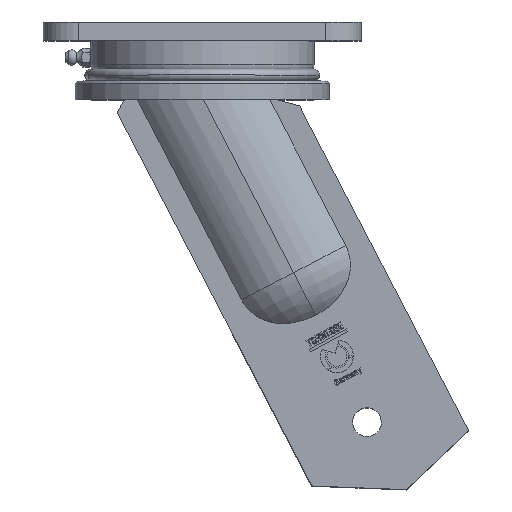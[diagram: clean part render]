
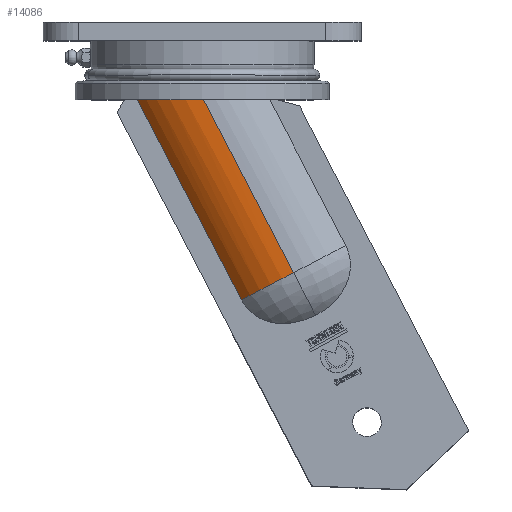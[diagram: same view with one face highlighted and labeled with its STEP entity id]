
A CAD part, top view. The second image highlights one B-rep face of the part: STEP entity #14086.
In plain terms, the highlighted cylindrical face has radius 35.012 mm (diameter 70.024 mm), a partial arc.
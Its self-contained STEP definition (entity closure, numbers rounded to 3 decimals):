
#1969 = DIRECTION ( 'NONE',  ( 0., 0., 1. ) ) ;
#2163 = DIRECTION ( 'NONE',  ( -0.462, 0.887, 0. ) ) ;
#2339 = ORIENTED_EDGE ( 'NONE', *, *, #12329, .T. ) ;
#2389 = ORIENTED_EDGE ( 'NONE', *, *, #11545, .T. ) ;
#2453 = VERTEX_POINT ( 'NONE', #20319 ) ;
#2894 = FACE_OUTER_BOUND ( 'NONE', #10156, .T. ) ;
#3130 = CARTESIAN_POINT ( 'NONE',  ( 94.414, -128.687, 15.988 ) ) ;
#3724 = DIRECTION ( 'NONE',  ( -0.462, 0.887, 0. ) ) ;
#4120 = EDGE_CURVE ( 'NONE', #13405, #2453, #16900, .T. ) ;
#4756 = AXIS2_PLACEMENT_3D ( 'NONE', #14775, #14901, #1969 ) ;
#4997 = CARTESIAN_POINT ( 'NONE',  ( 16.417, -33., 40.5 ) ) ;
#5182 = CYLINDRICAL_SURFACE ( 'NONE', #15189, 35.012 ) ;
#5230 = CARTESIAN_POINT ( 'NONE',  ( 33.853, -33., 51. ) ) ;
#5542 = LINE ( 'NONE', #12889, #8610 ) ;
#5900 = CIRCLE ( 'NONE', #4756, 35.012 ) ;
#6185 = CARTESIAN_POINT ( 'NONE',  ( 82.87, -106.512, 51. ) ) ;
#8501 = CARTESIAN_POINT ( 'NONE',  ( 44.602, -33., 51. ) ) ;
#8610 = VECTOR ( 'NONE', #3724, 1000. ) ;
#9637 = CARTESIAN_POINT ( 'NONE',  ( 72.238, -140.231, 40.5 ) ) ;
#10156 = EDGE_LOOP ( 'NONE', ( #22387, #2389, #2339, #21406 ) ) ;
#10603 = DIRECTION ( 'NONE',  ( -0.462, 0.887, 0. ) ) ;
#11545 = EDGE_CURVE ( 'NONE', #22539, #18243, #5542, .T. ) ;
#12149 = EDGE_CURVE ( 'NONE', #13405, #22539, #5900, .T. ) ;
#12251 = VECTOR ( 'NONE', #2163, 1000. ) ;
#12329 = EDGE_CURVE ( 'NONE', #18243, #2453, #20591, .T. ) ;
#12889 = CARTESIAN_POINT ( 'NONE',  ( 94.414, -128.687, 51. ) ) ;
#13405 = VERTEX_POINT ( 'NONE', #17601 ) ;
#14086 = ADVANCED_FACE ( 'NONE', ( #2894 ), #5182, .T. ) ;
#14775 = CARTESIAN_POINT ( 'NONE',  ( 82.87, -106.512, 15.988 ) ) ;
#14901 = DIRECTION ( 'NONE',  ( -0.462, 0.887, 0. ) ) ;
#15189 = AXIS2_PLACEMENT_3D ( 'NONE', #3130, #10603, #19553 ) ;
#16900 = LINE ( 'NONE', #9637, #12251 ) ;
#17601 = CARTESIAN_POINT ( 'NONE',  ( 60.695, -118.056, 40.5 ) ) ;
#18243 = VERTEX_POINT ( 'NONE', #20633 ) ;
#19553 = DIRECTION ( 'NONE',  ( 0., 0., 1. ) ) ;
#20319 = CARTESIAN_POINT ( 'NONE',  ( 16.417, -33., 40.5 ) ) ;
#20591 =( BOUNDED_CURVE ( )  B_SPLINE_CURVE ( 3, ( #8501, #5230, #23090, #4997 ),
 .UNSPECIFIED., .F., .T. ) 
 B_SPLINE_CURVE_WITH_KNOTS ( ( 4, 4 ),
 ( 4.712, 5.508 ),
 .UNSPECIFIED. ) 
 CURVE ( )  GEOMETRIC_REPRESENTATION_ITEM ( )  RATIONAL_B_SPLINE_CURVE ( ( 1., 0.948, 0.948, 1. ) ) 
 REPRESENTATION_ITEM ( '' )  );
#20633 = CARTESIAN_POINT ( 'NONE',  ( 44.602, -33., 51. ) ) ;
#21406 = ORIENTED_EDGE ( 'NONE', *, *, #4120, .F. ) ;
#22387 = ORIENTED_EDGE ( 'NONE', *, *, #12149, .T. ) ;
#22539 = VERTEX_POINT ( 'NONE', #6185 ) ;
#23090 = CARTESIAN_POINT ( 'NONE',  ( 23.943, -33., 47.308 ) ) ;
